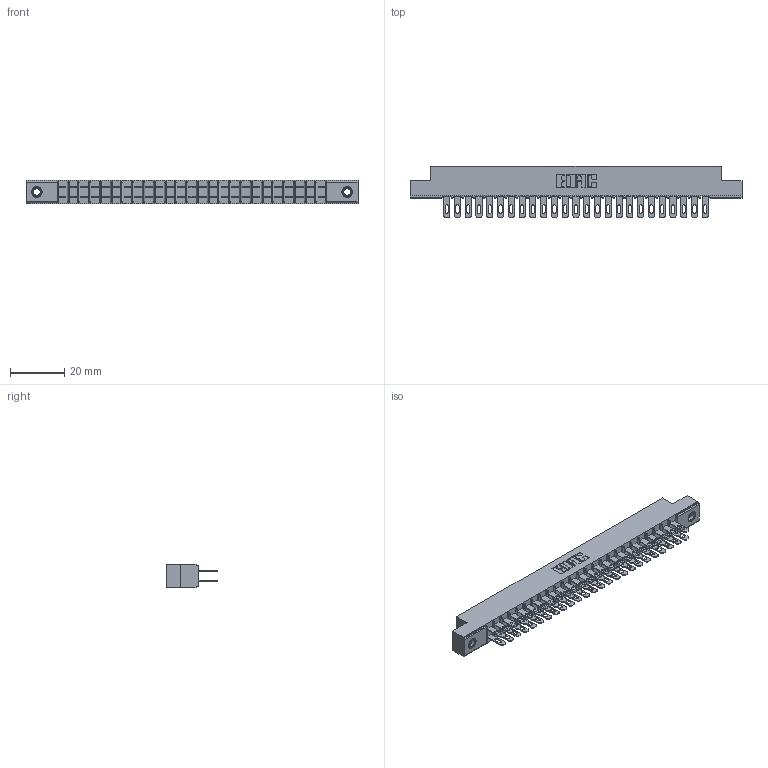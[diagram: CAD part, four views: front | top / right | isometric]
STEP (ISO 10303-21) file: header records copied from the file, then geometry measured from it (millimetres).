
FILE_DESCRIPTION (( 'STEP AP203' ), '1' );
FILE_NAME ('315-050-500-207.STEP', '2019-09-10T18:36:34', ( '' ), ( '' ), 'SwSTEP 2.0', 'SolidWorks 2016', '' );
FILE_SCHEMA (( 'CONFIG_CONTROL_DESIGN' ));
Length unit declared in the file: inch
Products named in the file (4): 305 Part_.156 Dia; 315-050-500-207; 345-250-001_345-250-005-103; 305-290-001_500
Assembly tree (53 placements, depth 2):
  315-050-500-207
    305 Part_.156 Dia
    305-290-001_500  x50
    345-250-001_345-250-005-103  x2
Bounding box: 122.07 x 18.85 x 8.71 mm (x, y, z)
Volume: 7796.3 mm3; surface area: 15808.9 mm2
Topology: 53 solids, 53 shells, 2676 faces, 7627 edges, 4942 vertices
Faces by surface type: plane 1500, cylinder 1060, sphere 100, cone 12, torus 4
Entity records: 30345 total; most frequent: CARTESIAN_POINT 5004, ORIENTED_EDGE 4958, DIRECTION 4867, EDGE_CURVE 2479, VECTOR 1981, LINE 1981, VERTEX_POINT 1580, AXIS2_PLACEMENT_3D 1443
